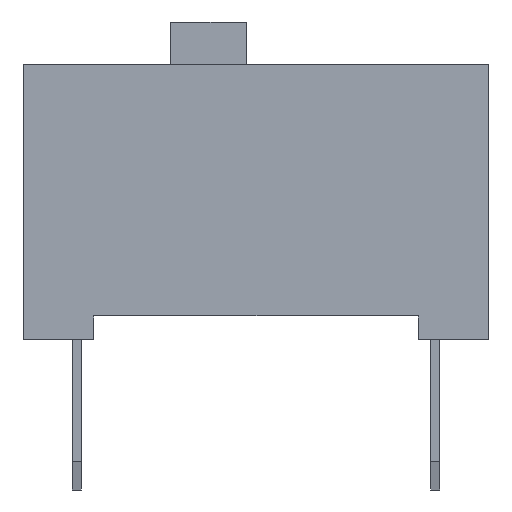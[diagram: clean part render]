
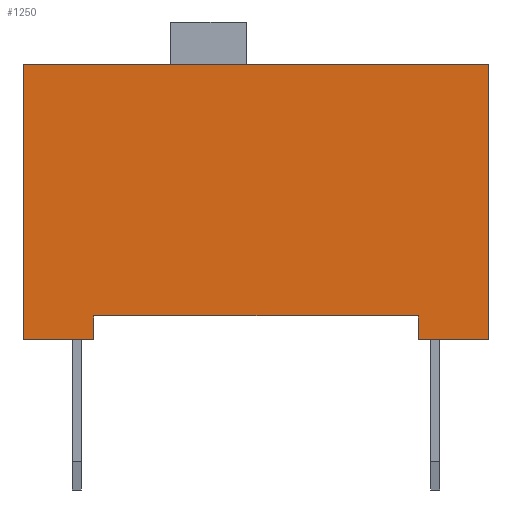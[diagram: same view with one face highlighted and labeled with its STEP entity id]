
A CAD part, left-side view. The second image highlights one B-rep face of the part: STEP entity #1250.
In plain terms, the highlighted planar face has unit normal (-1, 0, 0).
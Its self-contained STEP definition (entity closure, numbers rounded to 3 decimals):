
#159 = VERTEX_POINT('',#160);
#160 = CARTESIAN_POINT('',(-2.4,0.36,0.5));
#166 = EDGE_CURVE('',#167,#159,#169,.T.);
#167 = VERTEX_POINT('',#168);
#168 = CARTESIAN_POINT('',(-2.4,7.26,0.5));
#169 = LINE('',#170,#171);
#170 = CARTESIAN_POINT('',(-2.4,6.285,0.5));
#171 = VECTOR('',#172,1.);
#172 = DIRECTION('',(0.,-1.,0.));
#1021 = VERTEX_POINT('',#1022);
#1022 = CARTESIAN_POINT('',(-2.4,-1.14,0.));
#1030 = EDGE_CURVE('',#1021,#1031,#1033,.T.);
#1031 = VERTEX_POINT('',#1032);
#1032 = CARTESIAN_POINT('',(-2.4,-1.14,5.85));
#1033 = LINE('',#1034,#1035);
#1034 = CARTESIAN_POINT('',(-2.4,-1.14,0.));
#1035 = VECTOR('',#1036,1.);
#1036 = DIRECTION('',(0.,0.,1.));
#1167 = VERTEX_POINT('',#1168);
#1168 = CARTESIAN_POINT('',(-2.4,8.76,5.85));
#1174 = EDGE_CURVE('',#1175,#1167,#1177,.T.);
#1175 = VERTEX_POINT('',#1176);
#1176 = CARTESIAN_POINT('',(-2.4,8.76,0.));
#1177 = LINE('',#1178,#1179);
#1178 = CARTESIAN_POINT('',(-2.4,8.76,0.));
#1179 = VECTOR('',#1180,1.);
#1180 = DIRECTION('',(0.,0.,1.));
#1231 = VERTEX_POINT('',#1232);
#1232 = CARTESIAN_POINT('',(-2.4,7.26,0.));
#1240 = EDGE_CURVE('',#167,#1231,#1241,.T.);
#1241 = LINE('',#1242,#1243);
#1242 = CARTESIAN_POINT('',(-2.4,7.26,0.));
#1243 = VECTOR('',#1244,1.);
#1244 = DIRECTION('',(0.,0.,-1.));
#1250 = ADVANCED_FACE('',(#1251),#1283,.F.);
#1251 = FACE_BOUND('',#1252,.F.);
#1252 = EDGE_LOOP('',(#1253,#1259,#1260,#1266,#1267,#1275,#1281,#1282));
#1253 = ORIENTED_EDGE('',*,*,#1254,.F.);
#1254 = EDGE_CURVE('',#1175,#1231,#1255,.T.);
#1255 = LINE('',#1256,#1257);
#1256 = CARTESIAN_POINT('',(-2.4,8.76,0.));
#1257 = VECTOR('',#1258,1.);
#1258 = DIRECTION('',(0.,-1.,0.));
#1259 = ORIENTED_EDGE('',*,*,#1174,.T.);
#1260 = ORIENTED_EDGE('',*,*,#1261,.T.);
#1261 = EDGE_CURVE('',#1167,#1031,#1262,.T.);
#1262 = LINE('',#1263,#1264);
#1263 = CARTESIAN_POINT('',(-2.4,8.76,5.85));
#1264 = VECTOR('',#1265,1.);
#1265 = DIRECTION('',(0.,-1.,0.));
#1266 = ORIENTED_EDGE('',*,*,#1030,.F.);
#1267 = ORIENTED_EDGE('',*,*,#1268,.F.);
#1268 = EDGE_CURVE('',#1269,#1021,#1271,.T.);
#1269 = VERTEX_POINT('',#1270);
#1270 = CARTESIAN_POINT('',(-2.4,0.36,0.));
#1271 = LINE('',#1272,#1273);
#1272 = CARTESIAN_POINT('',(-2.4,8.76,0.));
#1273 = VECTOR('',#1274,1.);
#1274 = DIRECTION('',(0.,-1.,0.));
#1275 = ORIENTED_EDGE('',*,*,#1276,.T.);
#1276 = EDGE_CURVE('',#1269,#159,#1277,.T.);
#1277 = LINE('',#1278,#1279);
#1278 = CARTESIAN_POINT('',(-2.4,0.36,0.));
#1279 = VECTOR('',#1280,1.);
#1280 = DIRECTION('',(0.,0.,1.));
#1281 = ORIENTED_EDGE('',*,*,#166,.F.);
#1282 = ORIENTED_EDGE('',*,*,#1240,.T.);
#1283 = PLANE('',#1284);
#1284 = AXIS2_PLACEMENT_3D('',#1285,#1286,#1287);
#1285 = CARTESIAN_POINT('',(-2.4,8.76,0.));
#1286 = DIRECTION('',(1.,0.,0.));
#1287 = DIRECTION('',(0.,-1.,0.));
